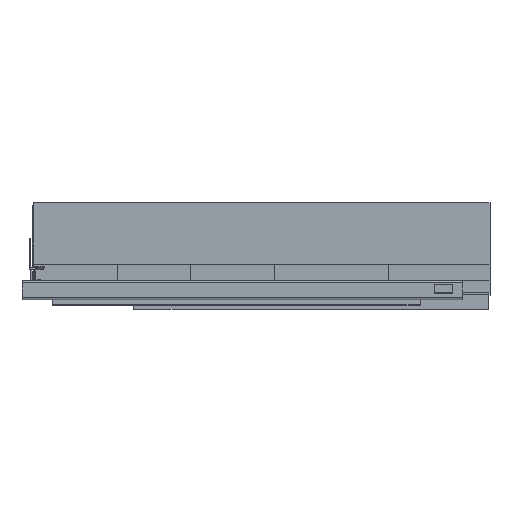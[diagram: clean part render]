
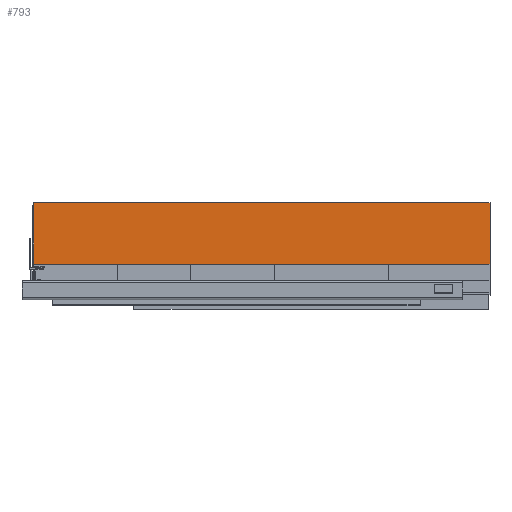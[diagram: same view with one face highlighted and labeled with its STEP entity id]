
A CAD part, top view. The second image highlights one B-rep face of the part: STEP entity #793.
In plain terms, the highlighted planar face has unit normal (0, 0, 1).
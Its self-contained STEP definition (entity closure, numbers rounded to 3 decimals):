
#196 = LINE ( 'NONE', #4308, #302 ) ;
#302 = VECTOR ( 'NONE', #1587, 1000. ) ;
#475 = EDGE_CURVE ( 'NONE', #3072, #8999, #196, .T. ) ;
#771 = CARTESIAN_POINT ( 'NONE',  ( -440., 30., 13.5 ) ) ;
#793 = ADVANCED_FACE ( 'NONE', ( #1962 ), #5460, .T. ) ;
#1162 = DIRECTION ( 'NONE',  ( 0., 0., 1. ) ) ;
#1587 = DIRECTION ( 'NONE',  ( 0., -1., 0. ) ) ;
#1602 = AXIS2_PLACEMENT_3D ( 'NONE', #4844, #1162, #4015 ) ;
#1729 = DIRECTION ( 'NONE',  ( 0., -1., 0. ) ) ;
#1962 = FACE_OUTER_BOUND ( 'NONE', #6587, .T. ) ;
#2270 = VECTOR ( 'NONE', #2735, 1000. ) ;
#2385 = EDGE_CURVE ( 'NONE', #7688, #8999, #9266, .T. ) ;
#2544 = CARTESIAN_POINT ( 'NONE',  ( 0., 30., 13.5 ) ) ;
#2734 = LINE ( 'NONE', #4276, #7642 ) ;
#2735 = DIRECTION ( 'NONE',  ( 1., 0., 0. ) ) ;
#3072 = VERTEX_POINT ( 'NONE', #8607 ) ;
#3112 = CARTESIAN_POINT ( 'NONE',  ( -440., 30., 13.5 ) ) ;
#3446 = DIRECTION ( 'NONE',  ( 1., 0., 0. ) ) ;
#3669 = ORIENTED_EDGE ( 'NONE', *, *, #475, .F. ) ;
#4015 = DIRECTION ( 'NONE',  ( 0., -1., 0. ) ) ;
#4276 = CARTESIAN_POINT ( 'NONE',  ( -440., 89., 13.5 ) ) ;
#4302 = ORIENTED_EDGE ( 'NONE', *, *, #6763, .T. ) ;
#4308 = CARTESIAN_POINT ( 'NONE',  ( 0., 89., 13.5 ) ) ;
#4620 = CARTESIAN_POINT ( 'NONE',  ( -440., 89., 13.5 ) ) ;
#4844 = CARTESIAN_POINT ( 'NONE',  ( -440., 89., 13.5 ) ) ;
#5089 = EDGE_CURVE ( 'NONE', #7823, #3072, #2734, .T. ) ;
#5317 = ORIENTED_EDGE ( 'NONE', *, *, #2385, .T. ) ;
#5460 = PLANE ( 'NONE',  #1602 ) ;
#5938 = VECTOR ( 'NONE', #1729, 1000. ) ;
#6309 = CARTESIAN_POINT ( 'NONE',  ( -440., 89., 13.5 ) ) ;
#6587 = EDGE_LOOP ( 'NONE', ( #3669, #7875, #4302, #5317 ) ) ;
#6763 = EDGE_CURVE ( 'NONE', #7823, #7688, #7451, .T. ) ;
#7451 = LINE ( 'NONE', #4620, #5938 ) ;
#7642 = VECTOR ( 'NONE', #3446, 1000. ) ;
#7688 = VERTEX_POINT ( 'NONE', #3112 ) ;
#7823 = VERTEX_POINT ( 'NONE', #6309 ) ;
#7875 = ORIENTED_EDGE ( 'NONE', *, *, #5089, .F. ) ;
#8607 = CARTESIAN_POINT ( 'NONE',  ( 0., 89., 13.5 ) ) ;
#8999 = VERTEX_POINT ( 'NONE', #2544 ) ;
#9266 = LINE ( 'NONE', #771, #2270 ) ;
